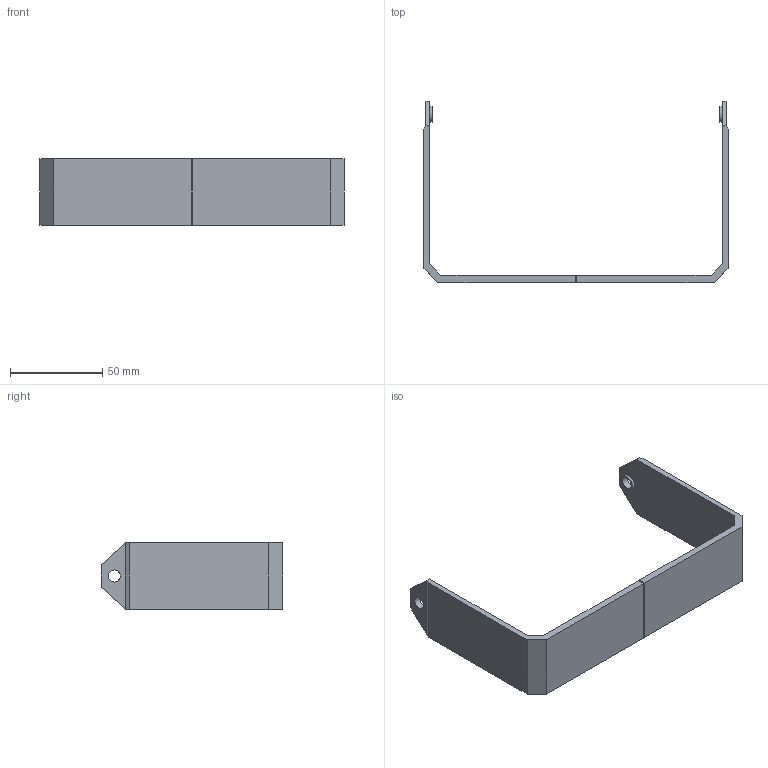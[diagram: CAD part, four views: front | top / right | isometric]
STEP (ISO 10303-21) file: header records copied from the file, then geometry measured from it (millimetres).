
FILE_DESCRIPTION(/* description */ (''),/* implementation_level */ '2;1');
FILE_NAME(/* name */ 'base v7.step',/* time_stamp */ '2025-05-13T21:38:09+08:00',/* author */ (''),/* organization */ (''),/* preprocessor_version */ 'ST-DEVELOPER v20.1',/* originating_system */ 'Autodesk Translation Framework v14.4.0.0',/* authorisation */ '');
FILE_SCHEMA (('AUTOMOTIVE_DESIGN { 1 0 10303 214 3 1 1 }'));
Length unit declared in the file: millimetre
Products named in the file (1): base
Bounding box: 164.4 x 98 x 36 mm (x, y, z)
Volume: 41705.6 mm3; surface area: 27123.2 mm2
Topology: 2 solids, 2 shells, 34 faces, 80 edges, 52 vertices
Faces by surface type: plane 30, cylinder 4
Full cylindrical faces by diameter (mm): 6.5 x2, 8.4 x2
Entity records: 1000 total; most frequent: CARTESIAN_POINT 167, ORIENTED_EDGE 160, DIRECTION 158, EDGE_CURVE 80, LINE 72, VECTOR 72, VERTEX_POINT 52, AXIS2_PLACEMENT_3D 43
